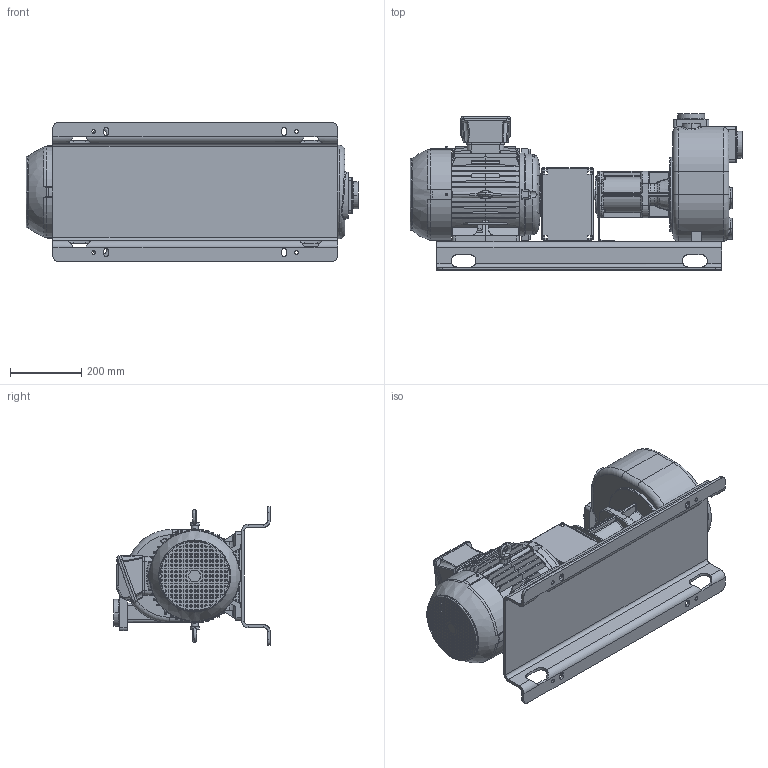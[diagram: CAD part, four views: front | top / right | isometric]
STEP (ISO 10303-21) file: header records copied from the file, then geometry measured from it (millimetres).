
FILE_DESCRIPTION((''),'2;1');
FILE_NAME('S_63_BIT','2014-04-17T',('Nicola'),(''),'PRO/ENGINEER BY PARAMETRIC TECHNOLOGY CORPORATION, 2013320','PRO/ENGINEER BY PARAMETRIC TECHNOLOGY CORPORATION, 2013320','');
FILE_SCHEMA(('CONFIG_CONTROL_DESIGN'));
Products named in the file (1): S_63_BIT
Bounding box: 933 x 439 x 390 mm (x, y, z)
Volume: 36086892 mm3; surface area: 2245718.2 mm2
Topology: 1 solids, 1 shells, 3896 faces, 9973 edges, 6344 vertices
Faces by surface type: plane 2940, cylinder 405, cone 243, bspline 166, torus 131, sphere 7, extrusion 4
Entity records: 146468 total; most frequent: CARTESIAN_POINT 53719, ORIENTED_EDGE 19926, DIRECTION 17418, EDGE_CURVE 9963, VECTOR 7388, LINE 7384, VERTEX_POINT 6344, AXIS2_PLACEMENT_3D 5015
